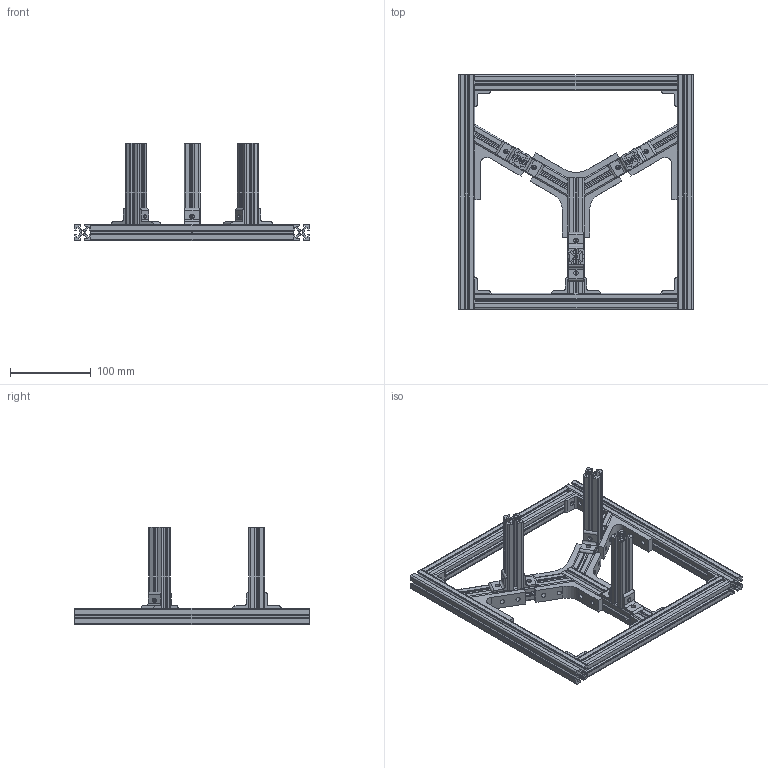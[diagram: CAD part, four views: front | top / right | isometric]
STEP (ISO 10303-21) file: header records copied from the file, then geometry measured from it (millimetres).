
FILE_DESCRIPTION(/* description */ (''),/* implementation_level */ '2;1');
FILE_NAME(/* name */ 'Stand.step',/* time_stamp */ '2025-11-18T11:22:32-05:00',/* author */ (''),/* organization */ (''),/* preprocessor_version */ 'ST-DEVELOPER v20.1',/* originating_system */ 'Autodesk Translation Framework v14.21.0.0',/* authorisation */ '');
FILE_SCHEMA (('AUTOMOTIVE_DESIGN { 1 0 10303 214 3 1 1 }'));
Length unit declared in the file: millimetre
Products named in the file (30): Stand; 250mm - 20mm Aluminum Extrusion Cross Top; 5537T104_T-Slotted Framing; 250mm - 20mm Aluminum Extrusion Cross Side; 5537T104_T-Slotted Framing_1; 250mm - 20mm Aluminum Extrusion; 290mm - 20mm Aluminum Extrusion; 290mm - 20mm Aluminum Extrusion_1; 5537T104_T-Slotted Framing_2; 250mm - 20mm Aluminum Extrusion_1; 5537T104_T-Slotted Framing_3; 120 Degree Corner; End Corner; 60 Degree Corner; Angle Iron - 20mm Aluminum Extrusion; Angle Iron - 20mm Aluminum Extrusion_1; Angle Iron - 20mm Aluminum Extrusion_2; Angle Iron - 20mm Aluminum Extrusion_3; Angle Iron - 20mm Aluminum Extrusion_4; Angle Iron - 20mm Aluminum Extrusion_5; 5537T935_T-Slotted Framing; Angle Iron - 20mm Aluminum Extrusion_6; Angle Iron - 20mm Aluminum Extrusion_7; Angle Iron - 20mm Aluminum Extrusion_8; Angle Iron - 20mm Aluminum Extrusion_9; Angle Iron - 20mm Aluminum Extrusion_10; Angle Iron - 20mm Aluminum Extrusion_11; 5537T935_T-Slotted Framing_1; 250mm - 20mm Aluminum Extrusion_2; 5537T104_T-Slotted Framing_4
Assembly tree (46 placements, depth 3):
  Stand
    250mm - 20mm Aluminum Extrusion Cross Side  x2
      5537T104_T-Slotted Framing_1
    250mm - 20mm Aluminum Extrusion Cross Top
      5537T104_T-Slotted Framing
    250mm - 20mm Aluminum Extrusion
      5537T104_T-Slotted Framing_3
    290mm - 20mm Aluminum Extrusion
      5537T104_T-Slotted Framing_2
    290mm - 20mm Aluminum Extrusion_1
      5537T104_T-Slotted Framing_2
    250mm - 20mm Aluminum Extrusion_1
      5537T104_T-Slotted Framing_3
    120 Degree Corner  x2
    End Corner
    60 Degree Corner  x2
    Angle Iron - 20mm Aluminum Extrusion
      5537T935_T-Slotted Framing_1
    Angle Iron - 20mm Aluminum Extrusion_1
      5537T935_T-Slotted Framing_1
    Angle Iron - 20mm Aluminum Extrusion_2
      5537T935_T-Slotted Framing
    Angle Iron - 20mm Aluminum Extrusion_3
      5537T935_T-Slotted Framing
    Angle Iron - 20mm Aluminum Extrusion_4
      5537T935_T-Slotted Framing
    Angle Iron - 20mm Aluminum Extrusion_5
      5537T935_T-Slotted Framing
    Angle Iron - 20mm Aluminum Extrusion_6
      5537T935_T-Slotted Framing_1
    Angle Iron - 20mm Aluminum Extrusion_7
      5537T935_T-Slotted Framing_1
    Angle Iron - 20mm Aluminum Extrusion_8
      5537T935_T-Slotted Framing_1
    Angle Iron - 20mm Aluminum Extrusion_9
      5537T935_T-Slotted Framing_1
    Angle Iron - 20mm Aluminum Extrusion_10
      5537T935_T-Slotted Framing_1
    Angle Iron - 20mm Aluminum Extrusion_11
      5537T935_T-Slotted Framing_1
    250mm - 20mm Aluminum Extrusion_2  x3
      5537T104_T-Slotted Framing_4
Bounding box: 290 x 290 x 120 mm (x, y, z)
Volume: 442382.9 mm3; surface area: 358649.3 mm2
Topology: 27 solids, 27 shells, 972 faces, 2776 edges, 1858 vertices
Faces by surface type: plane 494, cylinder 478
Full cylindrical faces by diameter (mm): 1 x22, 4.3 x10, 5.5 x44
Entity records: 16500 total; most frequent: CARTESIAN_POINT 3198, DIRECTION 2779, ORIENTED_EDGE 2626, EDGE_CURVE 1313, AXIS2_PLACEMENT_3D 965, VERTEX_POINT 880, LINE 849, VECTOR 849
